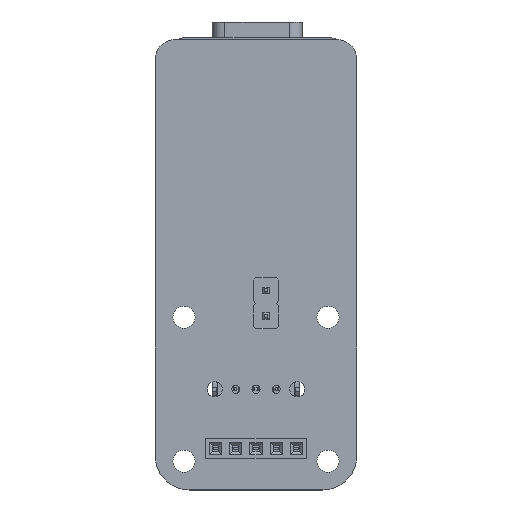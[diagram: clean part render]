
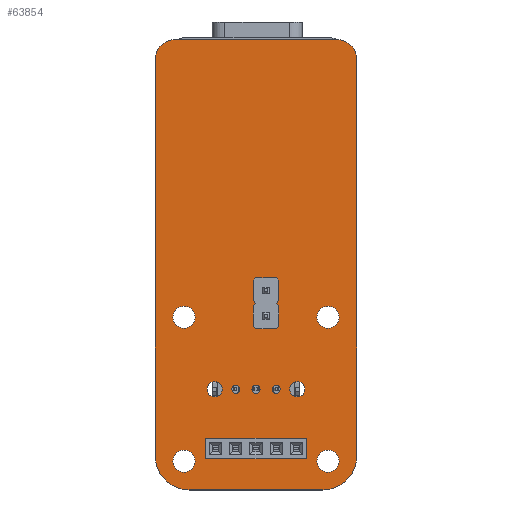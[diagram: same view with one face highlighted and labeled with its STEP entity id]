
A CAD part, top view. The second image highlights one B-rep face of the part: STEP entity #63854.
In plain terms, the highlighted planar face has unit normal (0, 0, 1).
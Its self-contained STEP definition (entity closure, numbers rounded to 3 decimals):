
#63529 = VERTEX_POINT('',#63530);
#63530 = CARTESIAN_POINT('',(8.,22.358,1.51));
#63536 = EDGE_CURVE('',#63529,#63537,#63539,.T.);
#63537 = VERTEX_POINT('',#63538);
#63538 = CARTESIAN_POINT('',(10.,20.358,1.51));
#63539 = CIRCLE('',#63540,2.);
#63540 = AXIS2_PLACEMENT_3D('',#63541,#63542,#63543);
#63541 = CARTESIAN_POINT('',(8.,20.358,1.51));
#63542 = DIRECTION('',(0.,0.,-1.));
#63543 = DIRECTION('',(0.,1.,0.));
#63571 = VERTEX_POINT('',#63572);
#63572 = CARTESIAN_POINT('',(-8.,22.358,1.51));
#63578 = EDGE_CURVE('',#63571,#63529,#63579,.T.);
#63579 = LINE('',#63580,#63581);
#63580 = CARTESIAN_POINT('',(-8.,22.358,1.51));
#63581 = VECTOR('',#63582,1.);
#63582 = DIRECTION('',(1.,0.,0.));
#63600 = EDGE_CURVE('',#63537,#63601,#63603,.T.);
#63601 = VERTEX_POINT('',#63602);
#63602 = CARTESIAN_POINT('',(10.,-18.998,1.51));
#63603 = LINE('',#63604,#63605);
#63604 = CARTESIAN_POINT('',(10.,20.358,1.51));
#63605 = VECTOR('',#63606,1.);
#63606 = DIRECTION('',(0.,-1.,0.));
#63854 = ADVANCED_FACE('',(#63855,#63901,#63912,#63923,#63934,#63945,
    #63956,#63967,#63978,#63989,#64000,#64011,#64022,#64033,#64044,
    #64055,#64066),#64077,.T.);
#63855 = FACE_BOUND('',#63856,.T.);
#63856 = EDGE_LOOP('',(#63857,#63858,#63859,#63868,#63876,#63885,#63893,
    #63900));
#63857 = ORIENTED_EDGE('',*,*,#63536,.F.);
#63858 = ORIENTED_EDGE('',*,*,#63578,.F.);
#63859 = ORIENTED_EDGE('',*,*,#63860,.F.);
#63860 = EDGE_CURVE('',#63861,#63571,#63863,.T.);
#63861 = VERTEX_POINT('',#63862);
#63862 = CARTESIAN_POINT('',(-10.,20.358,1.51));
#63863 = CIRCLE('',#63864,2.);
#63864 = AXIS2_PLACEMENT_3D('',#63865,#63866,#63867);
#63865 = CARTESIAN_POINT('',(-8.,20.358,1.51));
#63866 = DIRECTION('',(0.,0.,-1.));
#63867 = DIRECTION('',(-1.,0.,-0.));
#63868 = ORIENTED_EDGE('',*,*,#63869,.F.);
#63869 = EDGE_CURVE('',#63870,#63861,#63872,.T.);
#63870 = VERTEX_POINT('',#63871);
#63871 = CARTESIAN_POINT('',(-10.,-18.998,1.51));
#63872 = LINE('',#63873,#63874);
#63873 = CARTESIAN_POINT('',(-10.,-18.998,1.51));
#63874 = VECTOR('',#63875,1.);
#63875 = DIRECTION('',(0.,1.,0.));
#63876 = ORIENTED_EDGE('',*,*,#63877,.F.);
#63877 = EDGE_CURVE('',#63878,#63870,#63880,.T.);
#63878 = VERTEX_POINT('',#63879);
#63879 = CARTESIAN_POINT('',(-6.64,-22.358,1.51));
#63880 = CIRCLE('',#63881,3.36);
#63881 = AXIS2_PLACEMENT_3D('',#63882,#63883,#63884);
#63882 = CARTESIAN_POINT('',(-6.64,-18.998,1.51));
#63883 = DIRECTION('',(0.,0.,-1.));
#63884 = DIRECTION('',(0.,-1.,0.));
#63885 = ORIENTED_EDGE('',*,*,#63886,.F.);
#63886 = EDGE_CURVE('',#63887,#63878,#63889,.T.);
#63887 = VERTEX_POINT('',#63888);
#63888 = CARTESIAN_POINT('',(6.64,-22.358,1.51));
#63889 = LINE('',#63890,#63891);
#63890 = CARTESIAN_POINT('',(6.64,-22.358,1.51));
#63891 = VECTOR('',#63892,1.);
#63892 = DIRECTION('',(-1.,0.,0.));
#63893 = ORIENTED_EDGE('',*,*,#63894,.F.);
#63894 = EDGE_CURVE('',#63601,#63887,#63895,.T.);
#63895 = CIRCLE('',#63896,3.36);
#63896 = AXIS2_PLACEMENT_3D('',#63897,#63898,#63899);
#63897 = CARTESIAN_POINT('',(6.64,-18.998,1.51));
#63898 = DIRECTION('',(0.,0.,-1.));
#63899 = DIRECTION('',(1.,0.,0.));
#63900 = ORIENTED_EDGE('',*,*,#63600,.F.);
#63901 = FACE_BOUND('',#63902,.T.);
#63902 = EDGE_LOOP('',(#63903));
#63903 = ORIENTED_EDGE('',*,*,#63904,.T.);
#63904 = EDGE_CURVE('',#63905,#63905,#63907,.T.);
#63905 = VERTEX_POINT('',#63906);
#63906 = CARTESIAN_POINT('',(-7.14,-20.598,1.51));
#63907 = CIRCLE('',#63908,1.1);
#63908 = AXIS2_PLACEMENT_3D('',#63909,#63910,#63911);
#63909 = CARTESIAN_POINT('',(-7.14,-19.498,1.51));
#63910 = DIRECTION('',(-0.,0.,-1.));
#63911 = DIRECTION('',(0.,-1.,-0.));
#63912 = FACE_BOUND('',#63913,.T.);
#63913 = EDGE_LOOP('',(#63914));
#63914 = ORIENTED_EDGE('',*,*,#63915,.T.);
#63915 = EDGE_CURVE('',#63916,#63916,#63918,.T.);
#63916 = VERTEX_POINT('',#63917);
#63917 = CARTESIAN_POINT('',(-4.,-18.658,1.51));
#63918 = CIRCLE('',#63919,0.4);
#63919 = AXIS2_PLACEMENT_3D('',#63920,#63921,#63922);
#63920 = CARTESIAN_POINT('',(-4.,-18.258,1.51));
#63921 = DIRECTION('',(-0.,0.,-1.));
#63922 = DIRECTION('',(-0.,-1.,0.));
#63923 = FACE_BOUND('',#63924,.T.);
#63924 = EDGE_LOOP('',(#63925));
#63925 = ORIENTED_EDGE('',*,*,#63926,.T.);
#63926 = EDGE_CURVE('',#63927,#63927,#63929,.T.);
#63927 = VERTEX_POINT('',#63928);
#63928 = CARTESIAN_POINT('',(-2.,-18.658,1.51));
#63929 = CIRCLE('',#63930,0.4);
#63930 = AXIS2_PLACEMENT_3D('',#63931,#63932,#63933);
#63931 = CARTESIAN_POINT('',(-2.,-18.258,1.51));
#63932 = DIRECTION('',(-0.,0.,-1.));
#63933 = DIRECTION('',(-0.,-1.,0.));
#63934 = FACE_BOUND('',#63935,.T.);
#63935 = EDGE_LOOP('',(#63936));
#63936 = ORIENTED_EDGE('',*,*,#63937,.T.);
#63937 = EDGE_CURVE('',#63938,#63938,#63940,.T.);
#63938 = VERTEX_POINT('',#63939);
#63939 = CARTESIAN_POINT('',(-4.1,-13.108,1.51));
#63940 = CIRCLE('',#63941,0.75);
#63941 = AXIS2_PLACEMENT_3D('',#63942,#63943,#63944);
#63942 = CARTESIAN_POINT('',(-4.1,-12.358,1.51));
#63943 = DIRECTION('',(-0.,0.,-1.));
#63944 = DIRECTION('',(-0.,-1.,0.));
#63945 = FACE_BOUND('',#63946,.T.);
#63946 = EDGE_LOOP('',(#63947));
#63947 = ORIENTED_EDGE('',*,*,#63948,.T.);
#63948 = EDGE_CURVE('',#63949,#63949,#63951,.T.);
#63949 = VERTEX_POINT('',#63950);
#63950 = CARTESIAN_POINT('',(-2.,-12.758,1.51));
#63951 = CIRCLE('',#63952,0.4);
#63952 = AXIS2_PLACEMENT_3D('',#63953,#63954,#63955);
#63953 = CARTESIAN_POINT('',(-2.,-12.358,1.51));
#63954 = DIRECTION('',(-0.,0.,-1.));
#63955 = DIRECTION('',(-0.,-1.,0.));
#63956 = FACE_BOUND('',#63957,.T.);
#63957 = EDGE_LOOP('',(#63958));
#63958 = ORIENTED_EDGE('',*,*,#63959,.T.);
#63959 = EDGE_CURVE('',#63960,#63960,#63962,.T.);
#63960 = VERTEX_POINT('',#63961);
#63961 = CARTESIAN_POINT('',(0.,-18.658,1.51));
#63962 = CIRCLE('',#63963,0.4);
#63963 = AXIS2_PLACEMENT_3D('',#63964,#63965,#63966);
#63964 = CARTESIAN_POINT('',(0.,-18.258,1.51));
#63965 = DIRECTION('',(-0.,0.,-1.));
#63966 = DIRECTION('',(0.,-1.,0.));
#63967 = FACE_BOUND('',#63968,.T.);
#63968 = EDGE_LOOP('',(#63969));
#63969 = ORIENTED_EDGE('',*,*,#63970,.T.);
#63970 = EDGE_CURVE('',#63971,#63971,#63973,.T.);
#63971 = VERTEX_POINT('',#63972);
#63972 = CARTESIAN_POINT('',(2.,-18.658,1.51));
#63973 = CIRCLE('',#63974,0.4);
#63974 = AXIS2_PLACEMENT_3D('',#63975,#63976,#63977);
#63975 = CARTESIAN_POINT('',(2.,-18.258,1.51));
#63976 = DIRECTION('',(-0.,0.,-1.));
#63977 = DIRECTION('',(-0.,-1.,0.));
#63978 = FACE_BOUND('',#63979,.T.);
#63979 = EDGE_LOOP('',(#63980));
#63980 = ORIENTED_EDGE('',*,*,#63981,.T.);
#63981 = EDGE_CURVE('',#63982,#63982,#63984,.T.);
#63982 = VERTEX_POINT('',#63983);
#63983 = CARTESIAN_POINT('',(4.,-18.658,1.51));
#63984 = CIRCLE('',#63985,0.4);
#63985 = AXIS2_PLACEMENT_3D('',#63986,#63987,#63988);
#63986 = CARTESIAN_POINT('',(4.,-18.258,1.51));
#63987 = DIRECTION('',(-0.,0.,-1.));
#63988 = DIRECTION('',(-0.,-1.,0.));
#63989 = FACE_BOUND('',#63990,.T.);
#63990 = EDGE_LOOP('',(#63991));
#63991 = ORIENTED_EDGE('',*,*,#63992,.T.);
#63992 = EDGE_CURVE('',#63993,#63993,#63995,.T.);
#63993 = VERTEX_POINT('',#63994);
#63994 = CARTESIAN_POINT('',(7.14,-20.598,1.51));
#63995 = CIRCLE('',#63996,1.1);
#63996 = AXIS2_PLACEMENT_3D('',#63997,#63998,#63999);
#63997 = CARTESIAN_POINT('',(7.14,-19.498,1.51));
#63998 = DIRECTION('',(-0.,0.,-1.));
#63999 = DIRECTION('',(0.,-1.,0.));
#64000 = FACE_BOUND('',#64001,.T.);
#64001 = EDGE_LOOP('',(#64002));
#64002 = ORIENTED_EDGE('',*,*,#64003,.T.);
#64003 = EDGE_CURVE('',#64004,#64004,#64006,.T.);
#64004 = VERTEX_POINT('',#64005);
#64005 = CARTESIAN_POINT('',(0.,-12.758,1.51));
#64006 = CIRCLE('',#64007,0.4);
#64007 = AXIS2_PLACEMENT_3D('',#64008,#64009,#64010);
#64008 = CARTESIAN_POINT('',(0.,-12.358,1.51));
#64009 = DIRECTION('',(-0.,0.,-1.));
#64010 = DIRECTION('',(0.,-1.,-0.));
#64011 = FACE_BOUND('',#64012,.T.);
#64012 = EDGE_LOOP('',(#64013));
#64013 = ORIENTED_EDGE('',*,*,#64014,.T.);
#64014 = EDGE_CURVE('',#64015,#64015,#64017,.T.);
#64015 = VERTEX_POINT('',#64016);
#64016 = CARTESIAN_POINT('',(2.,-12.758,1.51));
#64017 = CIRCLE('',#64018,0.4);
#64018 = AXIS2_PLACEMENT_3D('',#64019,#64020,#64021);
#64019 = CARTESIAN_POINT('',(2.,-12.358,1.51));
#64020 = DIRECTION('',(-0.,0.,-1.));
#64021 = DIRECTION('',(-0.,-1.,0.));
#64022 = FACE_BOUND('',#64023,.T.);
#64023 = EDGE_LOOP('',(#64024));
#64024 = ORIENTED_EDGE('',*,*,#64025,.T.);
#64025 = EDGE_CURVE('',#64026,#64026,#64028,.T.);
#64026 = VERTEX_POINT('',#64027);
#64027 = CARTESIAN_POINT('',(4.1,-13.108,1.51));
#64028 = CIRCLE('',#64029,0.75);
#64029 = AXIS2_PLACEMENT_3D('',#64030,#64031,#64032);
#64030 = CARTESIAN_POINT('',(4.1,-12.358,1.51));
#64031 = DIRECTION('',(-0.,0.,-1.));
#64032 = DIRECTION('',(-0.,-1.,0.));
#64033 = FACE_BOUND('',#64034,.T.);
#64034 = EDGE_LOOP('',(#64035));
#64035 = ORIENTED_EDGE('',*,*,#64036,.T.);
#64036 = EDGE_CURVE('',#64037,#64037,#64039,.T.);
#64037 = VERTEX_POINT('',#64038);
#64038 = CARTESIAN_POINT('',(-7.14,-6.318,1.51));
#64039 = CIRCLE('',#64040,1.1);
#64040 = AXIS2_PLACEMENT_3D('',#64041,#64042,#64043);
#64041 = CARTESIAN_POINT('',(-7.14,-5.218,1.51));
#64042 = DIRECTION('',(-0.,0.,-1.));
#64043 = DIRECTION('',(0.,-1.,-0.));
#64044 = FACE_BOUND('',#64045,.T.);
#64045 = EDGE_LOOP('',(#64046));
#64046 = ORIENTED_EDGE('',*,*,#64047,.T.);
#64047 = EDGE_CURVE('',#64048,#64048,#64050,.T.);
#64048 = VERTEX_POINT('',#64049);
#64049 = CARTESIAN_POINT('',(1.,-5.598,1.51));
#64050 = CIRCLE('',#64051,0.5);
#64051 = AXIS2_PLACEMENT_3D('',#64052,#64053,#64054);
#64052 = CARTESIAN_POINT('',(1.,-5.098,1.51));
#64053 = DIRECTION('',(-0.,0.,-1.));
#64054 = DIRECTION('',(-0.,-1.,0.));
#64055 = FACE_BOUND('',#64056,.T.);
#64056 = EDGE_LOOP('',(#64057));
#64057 = ORIENTED_EDGE('',*,*,#64058,.T.);
#64058 = EDGE_CURVE('',#64059,#64059,#64061,.T.);
#64059 = VERTEX_POINT('',#64060);
#64060 = CARTESIAN_POINT('',(1.,-3.058,1.51));
#64061 = CIRCLE('',#64062,0.5);
#64062 = AXIS2_PLACEMENT_3D('',#64063,#64064,#64065);
#64063 = CARTESIAN_POINT('',(1.,-2.558,1.51));
#64064 = DIRECTION('',(-0.,0.,-1.));
#64065 = DIRECTION('',(-0.,-1.,0.));
#64066 = FACE_BOUND('',#64067,.T.);
#64067 = EDGE_LOOP('',(#64068));
#64068 = ORIENTED_EDGE('',*,*,#64069,.T.);
#64069 = EDGE_CURVE('',#64070,#64070,#64072,.T.);
#64070 = VERTEX_POINT('',#64071);
#64071 = CARTESIAN_POINT('',(7.14,-6.318,1.51));
#64072 = CIRCLE('',#64073,1.1);
#64073 = AXIS2_PLACEMENT_3D('',#64074,#64075,#64076);
#64074 = CARTESIAN_POINT('',(7.14,-5.218,1.51));
#64075 = DIRECTION('',(-0.,0.,-1.));
#64076 = DIRECTION('',(0.,-1.,0.));
#64077 = PLANE('',#64078);
#64078 = AXIS2_PLACEMENT_3D('',#64079,#64080,#64081);
#64079 = CARTESIAN_POINT('',(0.,0.,1.51));
#64080 = DIRECTION('',(0.,0.,1.));
#64081 = DIRECTION('',(1.,0.,-0.));
